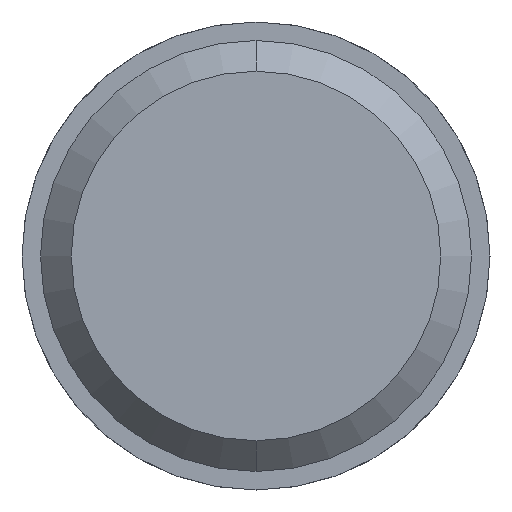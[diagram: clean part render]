
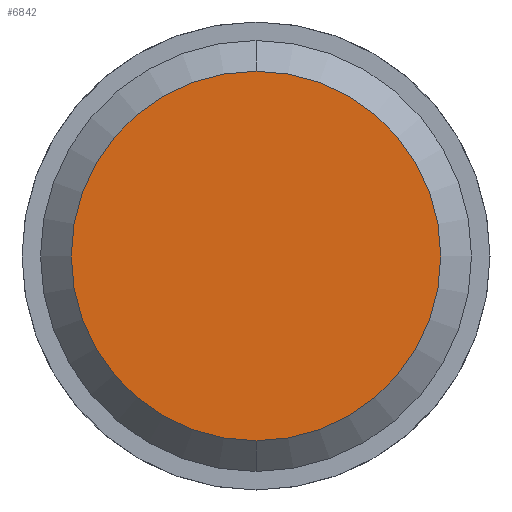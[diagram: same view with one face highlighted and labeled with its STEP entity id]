
A CAD part, front view. The second image highlights one B-rep face of the part: STEP entity #6842.
In plain terms, the highlighted planar face has unit normal (0, -1, 0).
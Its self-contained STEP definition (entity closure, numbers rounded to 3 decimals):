
#518 = EDGE_CURVE ( 'Defeature ausgef�hrt3_19+Defeature ausgef�hrt3_18+Defeature ausgef�hrt3_18+Defeature ausgef�hrt3_18', #6078, #2594, #8404, .T. ) ;
#2594 = VERTEX_POINT ( 'NONE', #8102 ) ;
#3764 = AXIS2_PLACEMENT_3D ( 'NONE', #9702, #8897, #4595 ) ;
#4277 = AXIS2_PLACEMENT_3D ( 'NONE', #6820, #6049, #8694 ) ;
#4595 = DIRECTION ( 'NONE',  ( 0., 0., -1. ) ) ;
#4696 = DIRECTION ( 'NONE',  ( 0., 1., 0. ) ) ;
#5487 = CARTESIAN_POINT ( 'NONE',  ( 0., -16.8, 0. ) ) ;
#6049 = DIRECTION ( 'NONE',  ( 0., 1., 0. ) ) ;
#6078 = VERTEX_POINT ( 'NONE', #7912 ) ;
#6695 = ORIENTED_EDGE ( 'NONE', *, *, #518, .F. ) ;
#6820 = CARTESIAN_POINT ( 'NONE',  ( 0., -16.8, 0. ) ) ;
#6842 = ADVANCED_FACE ( 'Defeature ausgef�hrt3_18', ( #8633 ), #7749, .F. ) ;
#7749 = PLANE ( 'NONE',  #4277 ) ;
#7912 = CARTESIAN_POINT ( 'NONE',  ( 0., -16.8, 1.5 ) ) ;
#7916 = ORIENTED_EDGE ( 'NONE', *, *, #8666, .F. ) ;
#8102 = CARTESIAN_POINT ( 'NONE',  ( 0., -16.8, -1.5 ) ) ;
#8126 = AXIS2_PLACEMENT_3D ( 'NONE', #5487, #4696, #9762 ) ;
#8404 = CIRCLE ( 'NONE', #3764, 1.5 ) ;
#8633 = FACE_OUTER_BOUND ( 'NONE', #8869, .T. ) ;
#8666 = EDGE_CURVE ( 'Defeature ausgef�hrt3_19+Defeature ausgef�hrt3_18+Defeature ausgef�hrt3_18+Defeature ausgef�hrt3_18', #2594, #6078, #10189, .T. ) ;
#8694 = DIRECTION ( 'NONE',  ( 0., 0., -1. ) ) ;
#8869 = EDGE_LOOP ( 'NONE', ( #7916, #6695 ) ) ;
#8897 = DIRECTION ( 'NONE',  ( 0., 1., 0. ) ) ;
#9702 = CARTESIAN_POINT ( 'NONE',  ( 0., -16.8, 0. ) ) ;
#9762 = DIRECTION ( 'NONE',  ( 0., 0., -1. ) ) ;
#10189 = CIRCLE ( 'NONE', #8126, 1.5 ) ;
